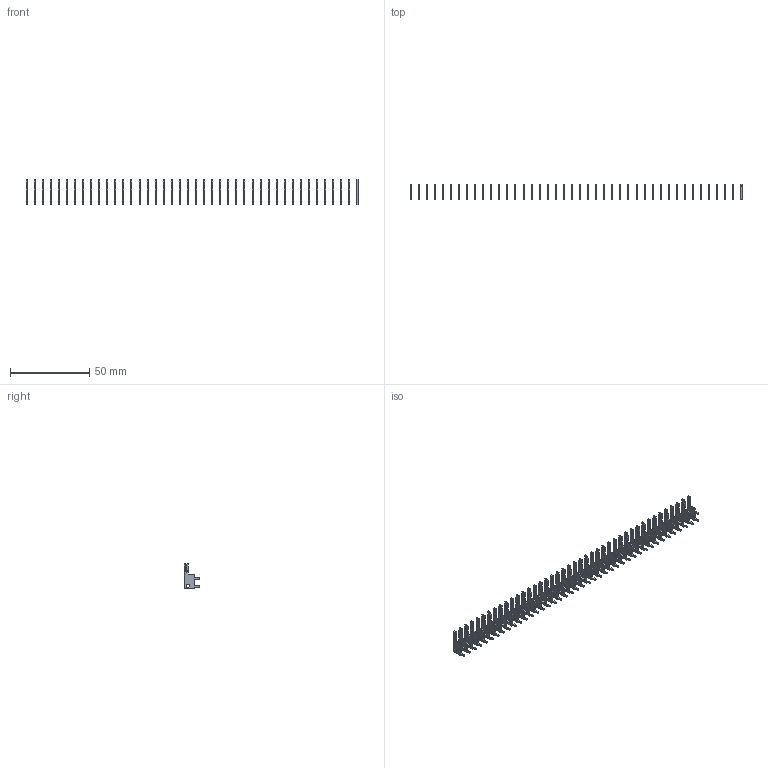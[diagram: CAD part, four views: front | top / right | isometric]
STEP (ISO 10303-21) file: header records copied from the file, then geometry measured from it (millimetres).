
FILE_DESCRIPTION (( 'STEP AP203' ), '1' );
FILE_NAME ('105-042-201-200.STEP', '2020-04-08T00:01:11', ( '' ), ( '' ), 'SwSTEP 2.0', 'SolidWorks 2016', '' );
FILE_SCHEMA (( 'CONFIG_CONTROL_DESIGN' ));
Length unit declared in the file: inch
Products named in the file (2): 100-290-001_100-290-201; 105-042-201-200
Assembly tree (42 placements, depth 2):
  105-042-201-200
    100-290-001_100-290-201  x42
Bounding box: 208.91 x 9.7 x 15.88 mm (x, y, z)
Volume: 2068.1 mm3; surface area: 8439.5 mm2
Topology: 42 solids, 42 shells, 1470 faces, 4158 edges, 2772 vertices
Faces by surface type: plane 1050, cylinder 420
Entity records: 2649 total; most frequent: DIRECTION 275, CARTESIAN_POINT 257, ORIENTED_EDGE 198, AXIS2_PLACEMENT_3D 100, EDGE_CURVE 99, LOCAL_TIME 94, COORDINATED_UNIVERSAL_TIME_OFFSET 94, CALENDAR_DATE 94
